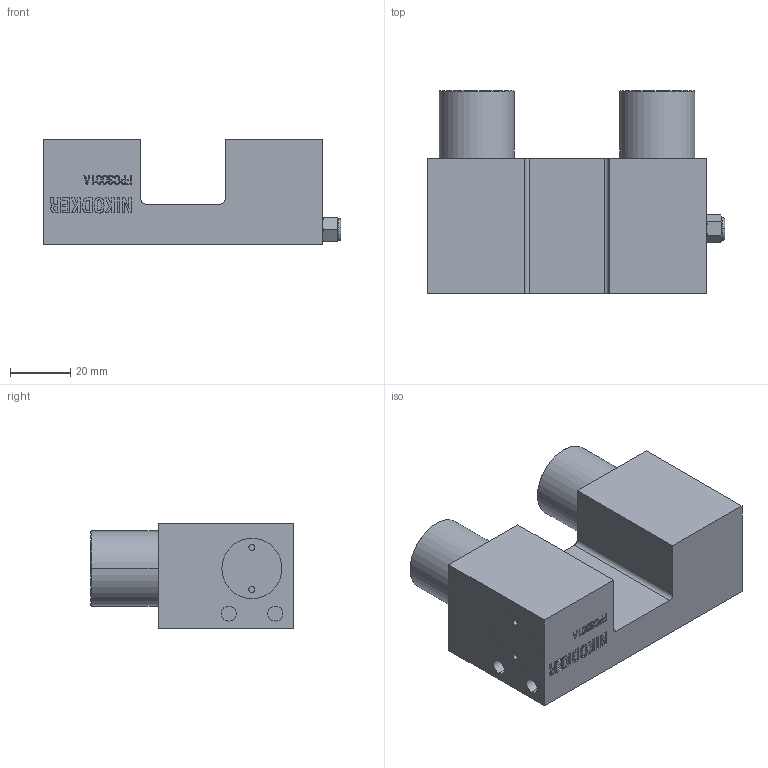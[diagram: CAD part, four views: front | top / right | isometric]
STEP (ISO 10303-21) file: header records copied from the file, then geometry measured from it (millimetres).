
FILE_DESCRIPTION (( 'STEP AP203' ), '1' );
FILE_NAME ('FPC3001A.STEP', '2020-07-07T00:45:50', ( 'Microsoft' ), ( 'Microsoft' ), 'SwSTEP 2.0', 'SolidWorks 2012', '' );
FILE_SCHEMA (( 'CONFIG_CONTROL_DESIGN' ));
Length unit declared in the file: millimetre
Products named in the file (5): FPC3001A; Air filter; PC30-3; PC30-2; PC30-1
Assembly tree (6 placements, depth 2):
  FPC3001A
    PC30-1
    PC30-2  x2
    PC30-3  x2
    Air filter
Bounding box: 99 x 67.5 x 35 mm (x, y, z)
Volume: 126759.9 mm3; surface area: 31085.4 mm2
Topology: 6 solids, 6 shells, 337 faces, 823 edges, 539 vertices
Faces by surface type: plane 187, bspline 72, cylinder 54, cone 20, torus 2, sphere 2
Entity records: 14390 total; most frequent: CARTESIAN_POINT 6705, ORIENTED_EDGE 1570, DIRECTION 1233, EDGE_CURVE 785, VERTEX_POINT 517, VECTOR 503, LINE 503, AXIS2_PLACEMENT_3D 365
